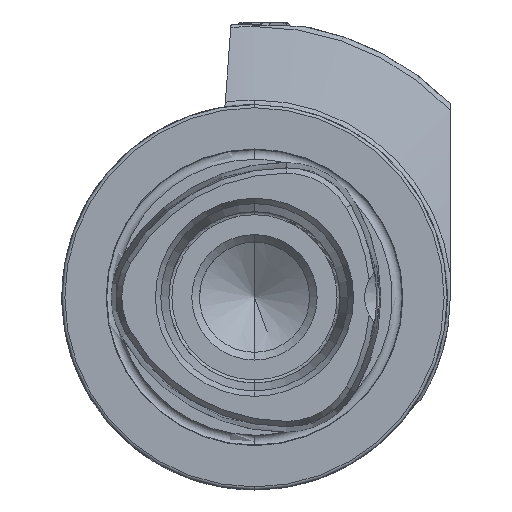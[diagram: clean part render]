
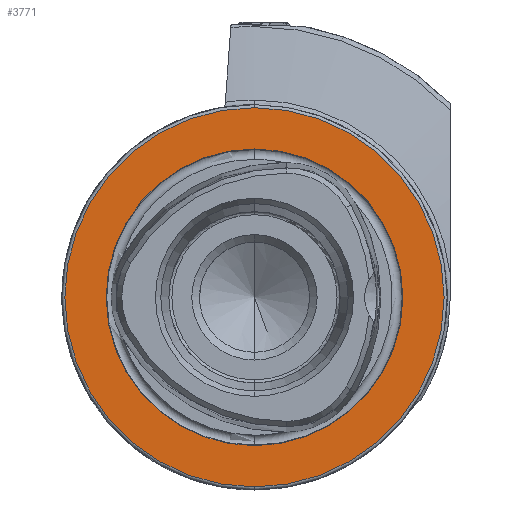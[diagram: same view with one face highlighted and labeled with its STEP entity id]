
A CAD part, left-side view. The second image highlights one B-rep face of the part: STEP entity #3771.
In plain terms, the highlighted planar face has unit normal (-1, 0, 0).
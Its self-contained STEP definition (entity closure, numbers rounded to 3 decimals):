
#286 = ORIENTED_EDGE ( 'NONE', *, *, #10173, .F. ) ;
#299 = ORIENTED_EDGE ( 'NONE', *, *, #10058, .T. ) ;
#306 = ORIENTED_EDGE ( 'NONE', *, *, #10177, .T. ) ;
#319 = ORIENTED_EDGE ( 'NONE', *, *, #10059, .F. ) ;
#1273 = CIRCLE ( 'NONE', #8757, 24.25 ) ;
#1443 = FACE_OUTER_BOUND ( 'NONE', #8063, .T. ) ;
#1448 = FACE_BOUND ( 'NONE', #7746, .T. ) ;
#2393 = VERTEX_POINT ( 'NONE', #9606 ) ;
#2858 = CARTESIAN_POINT ( 'NONE',  ( 0., 0., 0. ) ) ;
#2859 = DIRECTION ( 'NONE',  ( -1., 0., 0. ) ) ;
#2860 = DIRECTION ( 'NONE',  ( 0., 0., 1. ) ) ;
#2867 = CARTESIAN_POINT ( 'NONE',  ( 0., 0., 0. ) ) ;
#2868 = DIRECTION ( 'NONE',  ( -1., 0., 0. ) ) ;
#2869 = DIRECTION ( 'NONE',  ( 0., 0., 1. ) ) ;
#3075 = CARTESIAN_POINT ( 'NONE',  ( 0., 0., -24.25 ) ) ;
#3110 = CARTESIAN_POINT ( 'NONE',  ( 0., 0., -31. ) ) ;
#3117 = CARTESIAN_POINT ( 'NONE',  ( 0., 0., 24.25 ) ) ;
#3427 = CARTESIAN_POINT ( 'NONE',  ( 0., 0., 0. ) ) ;
#3428 = DIRECTION ( 'NONE',  ( -1., 0., 0. ) ) ;
#3429 = DIRECTION ( 'NONE',  ( 0., 0., 1. ) ) ;
#3431 = CARTESIAN_POINT ( 'NONE',  ( 0., 0., 0. ) ) ;
#3432 = DIRECTION ( 'NONE',  ( -1., 0., 0. ) ) ;
#3433 = DIRECTION ( 'NONE',  ( 0., 0., 1. ) ) ;
#3771 = ADVANCED_FACE ( 'NONE', ( #1448, #1443 ), #5584, .F. ) ;
#4955 = CIRCLE ( 'NONE', #8800, 31. ) ;
#4960 = CIRCLE ( 'NONE', #8797, 24.25 ) ;
#5581 = CARTESIAN_POINT ( 'NONE',  ( 0., 24.25, 0. ) ) ;
#5584 = PLANE ( 'NONE',  #6327 ) ;
#5586 = DIRECTION ( 'NONE',  ( 1., 0., 0. ) ) ;
#5587 = DIRECTION ( 'NONE',  ( 0., 0., -1. ) ) ;
#6327 = AXIS2_PLACEMENT_3D ( 'NONE', #5581, #5586, #5587 ) ;
#7746 = EDGE_LOOP ( 'NONE', ( #319, #286 ) ) ;
#8063 = EDGE_LOOP ( 'NONE', ( #306, #299 ) ) ;
#8598 = CIRCLE ( 'NONE', #8756, 31. ) ;
#8756 = AXIS2_PLACEMENT_3D ( 'NONE', #3427, #3428, #3429 ) ;
#8757 = AXIS2_PLACEMENT_3D ( 'NONE', #3431, #3432, #3433 ) ;
#8797 = AXIS2_PLACEMENT_3D ( 'NONE', #2858, #2859, #2860 ) ;
#8800 = AXIS2_PLACEMENT_3D ( 'NONE', #2867, #2868, #2869 ) ;
#9606 = CARTESIAN_POINT ( 'NONE',  ( 0., 0., 31. ) ) ;
#10058 = EDGE_CURVE ( 'NONE', #10326, #2393, #8598, .T. ) ;
#10059 = EDGE_CURVE ( 'NONE', #10346, #10249, #1273, .T. ) ;
#10173 = EDGE_CURVE ( 'NONE', #10249, #10346, #4960, .T. ) ;
#10177 = EDGE_CURVE ( 'NONE', #2393, #10326, #4955, .T. ) ;
#10249 = VERTEX_POINT ( 'NONE', #3075 ) ;
#10326 = VERTEX_POINT ( 'NONE', #3110 ) ;
#10346 = VERTEX_POINT ( 'NONE', #3117 ) ;
